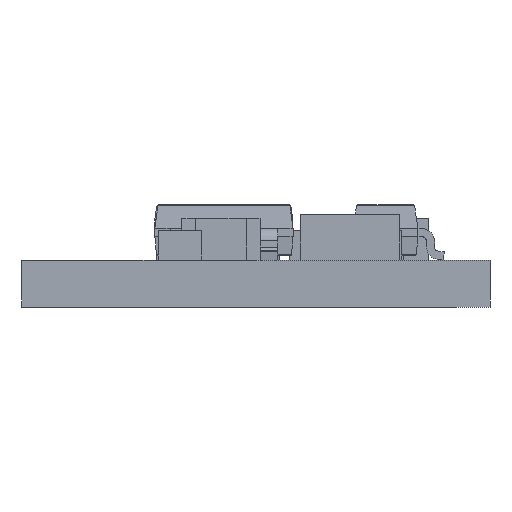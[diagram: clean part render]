
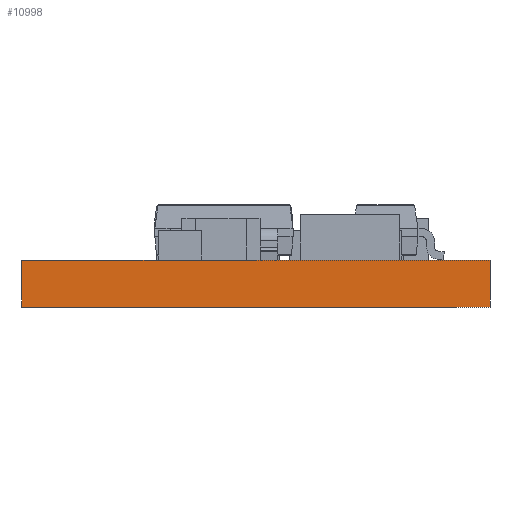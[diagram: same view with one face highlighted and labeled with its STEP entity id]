
A CAD part, front view. The second image highlights one B-rep face of the part: STEP entity #10998.
In plain terms, the highlighted planar face has unit normal (0, -1, 0).
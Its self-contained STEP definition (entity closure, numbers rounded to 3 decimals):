
#433 = AXIS2_PLACEMENT_3D ( 'NONE', #29249, #3803, #16702 ) ;
#1654 = EDGE_CURVE ( 'NONE', #23679, #29132, #22692, .T. ) ;
#2606 = DIRECTION ( 'NONE',  ( 1., 0., 0. ) ) ;
#2721 = EDGE_CURVE ( 'NONE', #5560, #5921, #19796, .T. ) ;
#2816 = CARTESIAN_POINT ( 'NONE',  ( 0., 0., 1.02 ) ) ;
#3547 = CARTESIAN_POINT ( 'NONE',  ( 10.16, 0., 1.02 ) ) ;
#3665 = EDGE_LOOP ( 'NONE', ( #13648, #30664, #21711, #21136 ) ) ;
#3687 = PLANE ( 'NONE',  #433 ) ;
#3803 = DIRECTION ( 'NONE',  ( 0., 1., 0. ) ) ;
#5560 = VERTEX_POINT ( 'NONE', #12349 ) ;
#5921 = VERTEX_POINT ( 'NONE', #22139 ) ;
#10989 = VECTOR ( 'NONE', #12940, 1000. ) ;
#10998 = ADVANCED_FACE ( 'NONE', ( #25750 ), #3687, .F. ) ;
#12248 = VECTOR ( 'NONE', #26463, 1000. ) ;
#12349 = CARTESIAN_POINT ( 'NONE',  ( 0., 0., 1.02 ) ) ;
#12940 = DIRECTION ( 'NONE',  ( 1., 0., 0. ) ) ;
#13648 = ORIENTED_EDGE ( 'NONE', *, *, #22019, .T. ) ;
#14530 = LINE ( 'NONE', #2816, #19737 ) ;
#16702 = DIRECTION ( 'NONE',  ( 0., 0., 1. ) ) ;
#18060 = CARTESIAN_POINT ( 'NONE',  ( 0., 0., 0. ) ) ;
#19737 = VECTOR ( 'NONE', #25948, 1000. ) ;
#19796 = LINE ( 'NONE', #28214, #10989 ) ;
#21136 = ORIENTED_EDGE ( 'NONE', *, *, #1654, .T. ) ;
#21711 = ORIENTED_EDGE ( 'NONE', *, *, #28550, .T. ) ;
#22019 = EDGE_CURVE ( 'NONE', #29132, #5921, #31801, .T. ) ;
#22139 = CARTESIAN_POINT ( 'NONE',  ( 10.16, 0., 1.02 ) ) ;
#22692 = LINE ( 'NONE', #18060, #31482 ) ;
#23679 = VERTEX_POINT ( 'NONE', #26106 ) ;
#25750 = FACE_OUTER_BOUND ( 'NONE', #3665, .T. ) ;
#25948 = DIRECTION ( 'NONE',  ( 0., 0., -1. ) ) ;
#26106 = CARTESIAN_POINT ( 'NONE',  ( 0., 0., 0. ) ) ;
#26463 = DIRECTION ( 'NONE',  ( 0., 0., 1. ) ) ;
#28214 = CARTESIAN_POINT ( 'NONE',  ( 0., 0., 1.02 ) ) ;
#28550 = EDGE_CURVE ( 'NONE', #5560, #23679, #14530, .T. ) ;
#29132 = VERTEX_POINT ( 'NONE', #29222 ) ;
#29222 = CARTESIAN_POINT ( 'NONE',  ( 10.16, 0., 0. ) ) ;
#29249 = CARTESIAN_POINT ( 'NONE',  ( 0., 0., 1.02 ) ) ;
#30664 = ORIENTED_EDGE ( 'NONE', *, *, #2721, .F. ) ;
#31482 = VECTOR ( 'NONE', #2606, 1000. ) ;
#31801 = LINE ( 'NONE', #3547, #12248 ) ;
